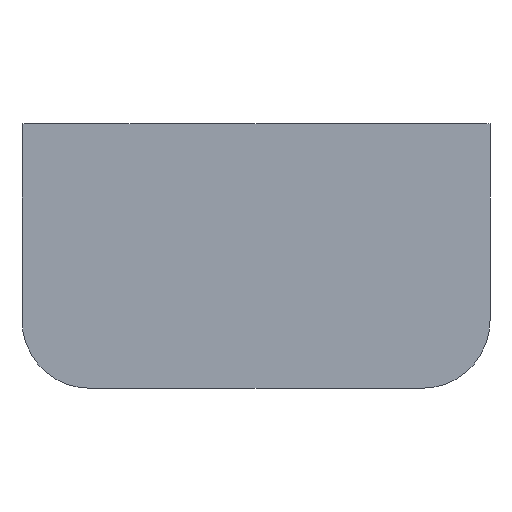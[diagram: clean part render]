
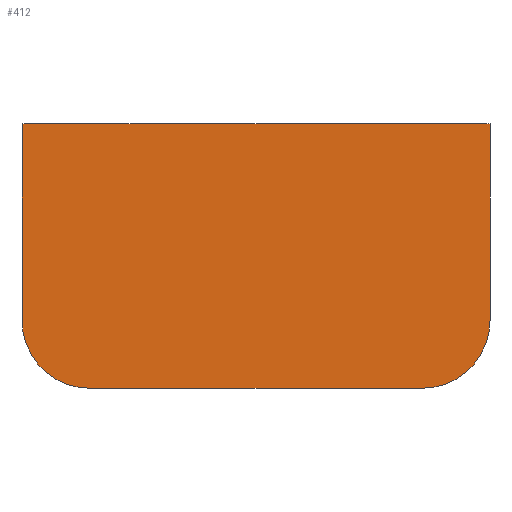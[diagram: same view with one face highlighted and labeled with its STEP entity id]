
A CAD part, front view. The second image highlights one B-rep face of the part: STEP entity #412.
In plain terms, the highlighted planar face has unit normal (0, -1, 0).
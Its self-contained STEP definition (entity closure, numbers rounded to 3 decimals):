
#1 = EDGE_CURVE ( 'NONE', #361, #413, #113, .T. ) ;
#27 = DIRECTION ( 'NONE',  ( 0., 1., 0. ) ) ;
#32 = VERTEX_POINT ( 'NONE', #611 ) ;
#43 = CARTESIAN_POINT ( 'NONE',  ( -49., 0., -19. ) ) ;
#47 = CARTESIAN_POINT ( 'NONE',  ( -49., 0., -39. ) ) ;
#71 = CIRCLE ( 'NONE', #509, 20. ) ;
#83 = LINE ( 'NONE', #479, #640 ) ;
#84 = VECTOR ( 'NONE', #408, 1000. ) ;
#89 = ORIENTED_EDGE ( 'NONE', *, *, #599, .F. ) ;
#113 = LINE ( 'NONE', #667, #442 ) ;
#122 = CARTESIAN_POINT ( 'NONE',  ( -69., 0., 39. ) ) ;
#161 = PLANE ( 'NONE',  #696 ) ;
#175 = CARTESIAN_POINT ( 'NONE',  ( -49., 0., -19. ) ) ;
#193 = AXIS2_PLACEMENT_3D ( 'NONE', #175, #728, #294 ) ;
#194 = LINE ( 'NONE', #343, #626 ) ;
#216 = EDGE_LOOP ( 'NONE', ( #305, #403, #89, #536, #719, #322 ) ) ;
#258 = CARTESIAN_POINT ( 'NONE',  ( 69., 0., 39. ) ) ;
#259 = VERTEX_POINT ( 'NONE', #258 ) ;
#280 = DIRECTION ( 'NONE',  ( 0., 0., -1. ) ) ;
#281 = EDGE_CURVE ( 'NONE', #259, #32, #83, .T. ) ;
#286 = DIRECTION ( 'NONE',  ( -1., 0., 0. ) ) ;
#294 = DIRECTION ( 'NONE',  ( 0., 0., -1. ) ) ;
#305 = ORIENTED_EDGE ( 'NONE', *, *, #1, .F. ) ;
#322 = ORIENTED_EDGE ( 'NONE', *, *, #564, .F. ) ;
#329 = FACE_OUTER_BOUND ( 'NONE', #216, .T. ) ;
#334 = VERTEX_POINT ( 'NONE', #641 ) ;
#343 = CARTESIAN_POINT ( 'NONE',  ( -49., 0., -39. ) ) ;
#361 = VERTEX_POINT ( 'NONE', #561 ) ;
#403 = ORIENTED_EDGE ( 'NONE', *, *, #508, .F. ) ;
#408 = DIRECTION ( 'NONE',  ( 1., 0., 0. ) ) ;
#412 = ADVANCED_FACE ( 'NONE', ( #329 ), #161, .T. ) ;
#413 = VERTEX_POINT ( 'NONE', #550 ) ;
#416 = VERTEX_POINT ( 'NONE', #47 ) ;
#430 = DIRECTION ( 'NONE',  ( 0., 0., -1. ) ) ;
#442 = VECTOR ( 'NONE', #456, 1000. ) ;
#446 = DIRECTION ( 'NONE',  ( 0., -1., 0. ) ) ;
#456 = DIRECTION ( 'NONE',  ( 0., 0., 1. ) ) ;
#479 = CARTESIAN_POINT ( 'NONE',  ( 69., 0., 39. ) ) ;
#508 = EDGE_CURVE ( 'NONE', #416, #361, #510, .T. ) ;
#509 = AXIS2_PLACEMENT_3D ( 'NONE', #600, #27, #653 ) ;
#510 = CIRCLE ( 'NONE', #193, 20. ) ;
#518 = LINE ( 'NONE', #122, #84 ) ;
#536 = ORIENTED_EDGE ( 'NONE', *, *, #657, .F. ) ;
#550 = CARTESIAN_POINT ( 'NONE',  ( -69., 0., 39. ) ) ;
#561 = CARTESIAN_POINT ( 'NONE',  ( -69., 0., -19. ) ) ;
#564 = EDGE_CURVE ( 'NONE', #413, #259, #518, .T. ) ;
#599 = EDGE_CURVE ( 'NONE', #334, #416, #194, .T. ) ;
#600 = CARTESIAN_POINT ( 'NONE',  ( 49., 0., -19. ) ) ;
#611 = CARTESIAN_POINT ( 'NONE',  ( 69., 0., -19. ) ) ;
#626 = VECTOR ( 'NONE', #286, 1000. ) ;
#640 = VECTOR ( 'NONE', #430, 1000. ) ;
#641 = CARTESIAN_POINT ( 'NONE',  ( 49., 0., -39. ) ) ;
#653 = DIRECTION ( 'NONE',  ( 0., 0., -1. ) ) ;
#657 = EDGE_CURVE ( 'NONE', #32, #334, #71, .T. ) ;
#667 = CARTESIAN_POINT ( 'NONE',  ( -69., 0., 39. ) ) ;
#696 = AXIS2_PLACEMENT_3D ( 'NONE', #43, #446, #280 ) ;
#719 = ORIENTED_EDGE ( 'NONE', *, *, #281, .F. ) ;
#728 = DIRECTION ( 'NONE',  ( 0., 1., 0. ) ) ;
